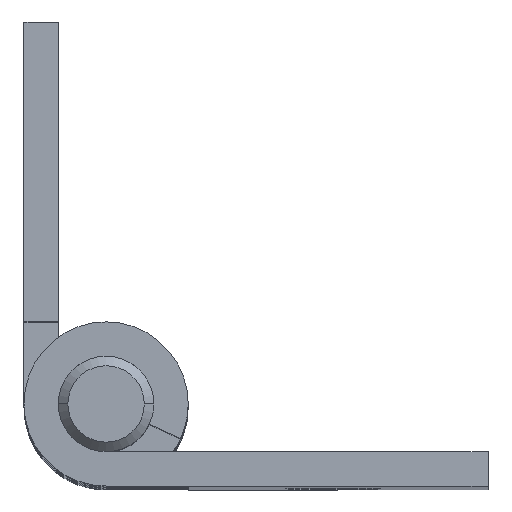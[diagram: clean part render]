
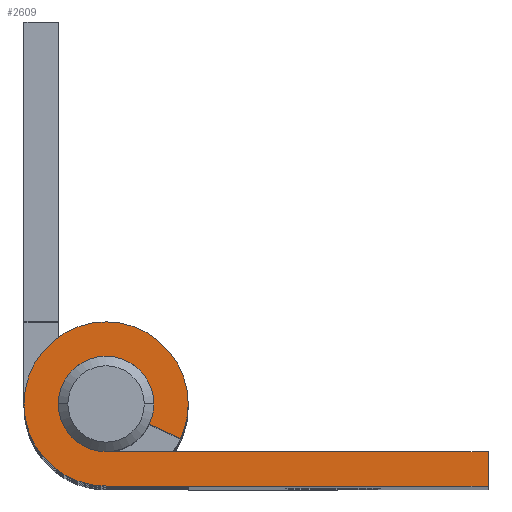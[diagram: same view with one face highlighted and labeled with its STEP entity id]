
A CAD part, top view. The second image highlights one B-rep face of the part: STEP entity #2609.
In plain terms, the highlighted planar face has unit normal (0, 0, 1).
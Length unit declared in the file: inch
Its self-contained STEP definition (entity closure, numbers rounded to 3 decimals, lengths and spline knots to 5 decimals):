
#70 = CIRCLE ( 'NONE', #2823, 0.215 ) ;
#102 = ORIENTED_EDGE ( 'NONE', *, *, #2303, .T. ) ;
#167 = EDGE_CURVE ( 'NONE', #2828, #2135, #375, .T. ) ;
#213 = CIRCLE ( 'NONE', #1866, 0.215 ) ;
#229 = EDGE_LOOP ( 'NONE', ( #102, #2211, #1767, #1282, #2301, #995, #2713, #1297, #2672, #1179 ) ) ;
#263 = CARTESIAN_POINT ( 'NONE',  ( 1., -0.215, 2.9375 ) ) ;
#375 = CIRCLE ( 'NONE', #2025, 0.125 ) ;
#389 = EDGE_CURVE ( 'NONE', #2404, #2825, #622, .T. ) ;
#411 = CARTESIAN_POINT ( 'NONE',  ( 0.11329, -0.05283, 2.9375 ) ) ;
#460 = DIRECTION ( 'NONE',  ( 0., 0., 1. ) ) ;
#507 = CARTESIAN_POINT ( 'NONE',  ( 1., -0.125, 2.9375 ) ) ;
#515 = EDGE_CURVE ( 'NONE', #1285, #2613, #963, .T. ) ;
#559 = CARTESIAN_POINT ( 'NONE',  ( 0., 0., 2.9375 ) ) ;
#562 = DIRECTION ( 'NONE',  ( 1., 0., 0. ) ) ;
#591 = CIRCLE ( 'NONE', #2908, 0.125 ) ;
#601 = EDGE_CURVE ( 'NONE', #1421, #2828, #591, .T. ) ;
#622 = LINE ( 'NONE', #1561, #832 ) ;
#655 = PLANE ( 'NONE',  #2431 ) ;
#739 = DIRECTION ( 'NONE',  ( 1., 0., 0. ) ) ;
#832 = VECTOR ( 'NONE', #739, 39.37008 ) ;
#838 = AXIS2_PLACEMENT_3D ( 'NONE', #1704, #1693, #562 ) ;
#858 = CARTESIAN_POINT ( 'NONE',  ( 1., -0.125, 2.9375 ) ) ;
#911 = CARTESIAN_POINT ( 'NONE',  ( 0., -0.125, 2.9375 ) ) ;
#927 = CARTESIAN_POINT ( 'NONE',  ( 0., 0., 2.9375 ) ) ;
#941 = FACE_OUTER_BOUND ( 'NONE', #229, .T. ) ;
#963 = LINE ( 'NONE', #997, #1021 ) ;
#995 = ORIENTED_EDGE ( 'NONE', *, *, #1484, .T. ) ;
#997 = CARTESIAN_POINT ( 'NONE',  ( 0.11329, -0.05283, 2.9375 ) ) ;
#1021 = VECTOR ( 'NONE', #2766, 39.37008 ) ;
#1022 = DIRECTION ( 'NONE',  ( 1., 0., 0. ) ) ;
#1046 = DIRECTION ( 'NONE',  ( 0., 0., -1. ) ) ;
#1066 = AXIS2_PLACEMENT_3D ( 'NONE', #2023, #1329, #2219 ) ;
#1077 = CARTESIAN_POINT ( 'NONE',  ( 0.125, 0., 2.9375 ) ) ;
#1119 = VECTOR ( 'NONE', #1802, 39.37008 ) ;
#1179 = ORIENTED_EDGE ( 'NONE', *, *, #2762, .T. ) ;
#1181 = CARTESIAN_POINT ( 'NONE',  ( -0.125, 0., 2.9375 ) ) ;
#1282 = ORIENTED_EDGE ( 'NONE', *, *, #2876, .T. ) ;
#1285 = VERTEX_POINT ( 'NONE', #411 ) ;
#1297 = ORIENTED_EDGE ( 'NONE', *, *, #2711, .T. ) ;
#1317 = VECTOR ( 'NONE', #1403, 39.37008 ) ;
#1329 = DIRECTION ( 'NONE',  ( 0., 0., 1. ) ) ;
#1362 = DIRECTION ( 'NONE',  ( 1., 0., 0. ) ) ;
#1387 = CARTESIAN_POINT ( 'NONE',  ( 0., -0.125, 2.9375 ) ) ;
#1403 = DIRECTION ( 'NONE',  ( 0., 1., 0. ) ) ;
#1412 = CIRCLE ( 'NONE', #838, 0.125 ) ;
#1421 = VERTEX_POINT ( 'NONE', #1387 ) ;
#1469 = DIRECTION ( 'NONE',  ( 0., 0., -1. ) ) ;
#1484 = EDGE_CURVE ( 'NONE', #2613, #1765, #2577, .T. ) ;
#1508 = CARTESIAN_POINT ( 'NONE',  ( -0.215, 0., 2.9375 ) ) ;
#1561 = CARTESIAN_POINT ( 'NONE',  ( 1., -0.215, 2.9375 ) ) ;
#1593 = CARTESIAN_POINT ( 'NONE',  ( 0., 0., 2.9375 ) ) ;
#1680 = CARTESIAN_POINT ( 'NONE',  ( 0., -0.215, 2.9375 ) ) ;
#1681 = CARTESIAN_POINT ( 'NONE',  ( 0., 0., 2.9375 ) ) ;
#1693 = DIRECTION ( 'NONE',  ( 0., 0., -1. ) ) ;
#1704 = CARTESIAN_POINT ( 'NONE',  ( 0., 0., 2.9375 ) ) ;
#1765 = VERTEX_POINT ( 'NONE', #2816 ) ;
#1767 = ORIENTED_EDGE ( 'NONE', *, *, #167, .T. ) ;
#1790 = LINE ( 'NONE', #911, #1119 ) ;
#1802 = DIRECTION ( 'NONE',  ( -1., 0., 0. ) ) ;
#1866 = AXIS2_PLACEMENT_3D ( 'NONE', #1593, #460, #2279 ) ;
#1890 = VERTEX_POINT ( 'NONE', #858 ) ;
#2009 = CARTESIAN_POINT ( 'NONE',  ( 0.19486, -0.09086, 2.9375 ) ) ;
#2023 = CARTESIAN_POINT ( 'NONE',  ( 0., 0., 2.9375 ) ) ;
#2025 = AXIS2_PLACEMENT_3D ( 'NONE', #1681, #1046, #2399 ) ;
#2127 = VERTEX_POINT ( 'NONE', #1508 ) ;
#2135 = VERTEX_POINT ( 'NONE', #1077 ) ;
#2211 = ORIENTED_EDGE ( 'NONE', *, *, #601, .T. ) ;
#2219 = DIRECTION ( 'NONE',  ( 1., 0., 0. ) ) ;
#2252 = DIRECTION ( 'NONE',  ( 1., 0., 0. ) ) ;
#2279 = DIRECTION ( 'NONE',  ( 1., 0., 0. ) ) ;
#2301 = ORIENTED_EDGE ( 'NONE', *, *, #515, .T. ) ;
#2303 = EDGE_CURVE ( 'NONE', #1890, #1421, #1790, .T. ) ;
#2399 = DIRECTION ( 'NONE',  ( 1., 0., 0. ) ) ;
#2404 = VERTEX_POINT ( 'NONE', #1680 ) ;
#2431 = AXIS2_PLACEMENT_3D ( 'NONE', #927, #2686, #1362 ) ;
#2451 = DIRECTION ( 'NONE',  ( 0., 0., 1. ) ) ;
#2577 = CIRCLE ( 'NONE', #1066, 0.215 ) ;
#2609 = ADVANCED_FACE ( 'NONE', ( #941 ), #655, .T. ) ;
#2613 = VERTEX_POINT ( 'NONE', #2009 ) ;
#2650 = EDGE_CURVE ( 'NONE', #1765, #2127, #70, .T. ) ;
#2672 = ORIENTED_EDGE ( 'NONE', *, *, #389, .T. ) ;
#2686 = DIRECTION ( 'NONE',  ( 0., 0., 1. ) ) ;
#2711 = EDGE_CURVE ( 'NONE', #2127, #2404, #213, .T. ) ;
#2713 = ORIENTED_EDGE ( 'NONE', *, *, #2650, .T. ) ;
#2731 = CARTESIAN_POINT ( 'NONE',  ( 0., 0., 2.9375 ) ) ;
#2759 = LINE ( 'NONE', #507, #1317 ) ;
#2762 = EDGE_CURVE ( 'NONE', #2825, #1890, #2759, .T. ) ;
#2766 = DIRECTION ( 'NONE',  ( 0.906, -0.423, 0. ) ) ;
#2816 = CARTESIAN_POINT ( 'NONE',  ( 0.215, 0., 2.9375 ) ) ;
#2823 = AXIS2_PLACEMENT_3D ( 'NONE', #2731, #2451, #2252 ) ;
#2825 = VERTEX_POINT ( 'NONE', #263 ) ;
#2828 = VERTEX_POINT ( 'NONE', #1181 ) ;
#2876 = EDGE_CURVE ( 'NONE', #2135, #1285, #1412, .T. ) ;
#2908 = AXIS2_PLACEMENT_3D ( 'NONE', #559, #1469, #1022 ) ;
